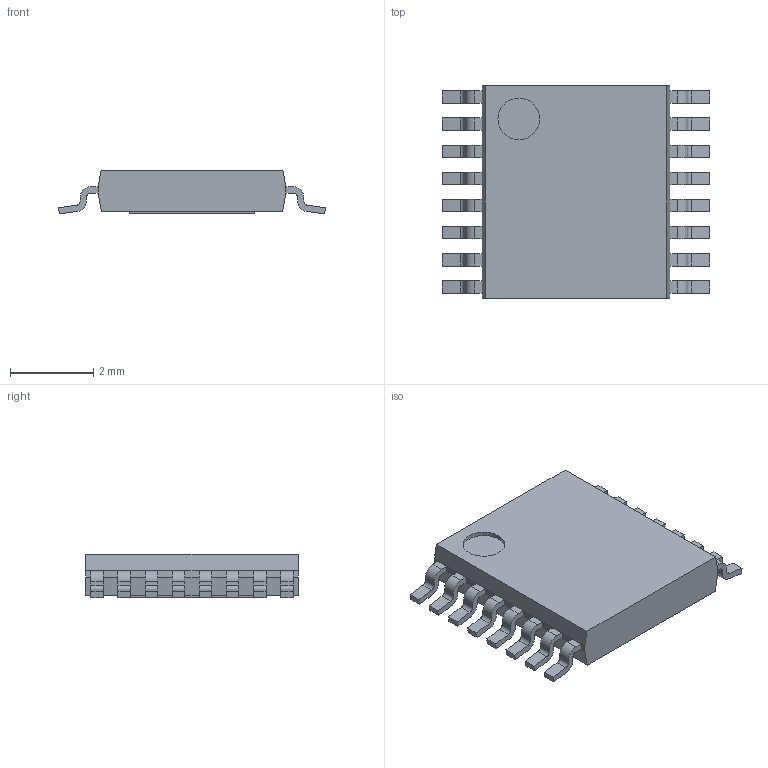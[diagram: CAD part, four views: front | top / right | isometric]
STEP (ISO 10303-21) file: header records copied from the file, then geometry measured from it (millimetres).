
FILE_DESCRIPTION(/* description */ (''),/* implementation_level */ '2;1');
FILE_NAME(/* name */ 'SOP65P640X105-17N-S300.stp',/* time_stamp */ '2017-04-12T08:20:59+02:00',/* author */ ('jchouvet'),/* organization */ (''),/* preprocessor_version */ 'ST-DEVELOPER v16.1',/* originating_system */ 'AutoCAD Mechanical',/* authorisation */ '');
FILE_SCHEMA (('AUTOMOTIVE_DESIGN { 1 0 10303 214 3 1 1 }'));
Length unit declared in the file: millimetre
Products named in the file (1): Product
Bounding box: 6.4 x 5.1 x 1.05 mm (x, y, z)
Volume: 23.9 mm3; surface area: 101.7 mm2
Topology: 18 solids, 18 shells, 242 faces, 615 edges, 410 vertices
Faces by surface type: plane 177, cylinder 65
Full cylindrical faces by diameter (mm): 1 x1
Entity records: 7286 total; most frequent: CARTESIAN_POINT 1267, DIRECTION 1230, ORIENTED_EDGE 1228, EDGE_CURVE 614, LINE 484, VECTOR 484, VERTEX_POINT 410, AXIS2_PLACEMENT_3D 373
